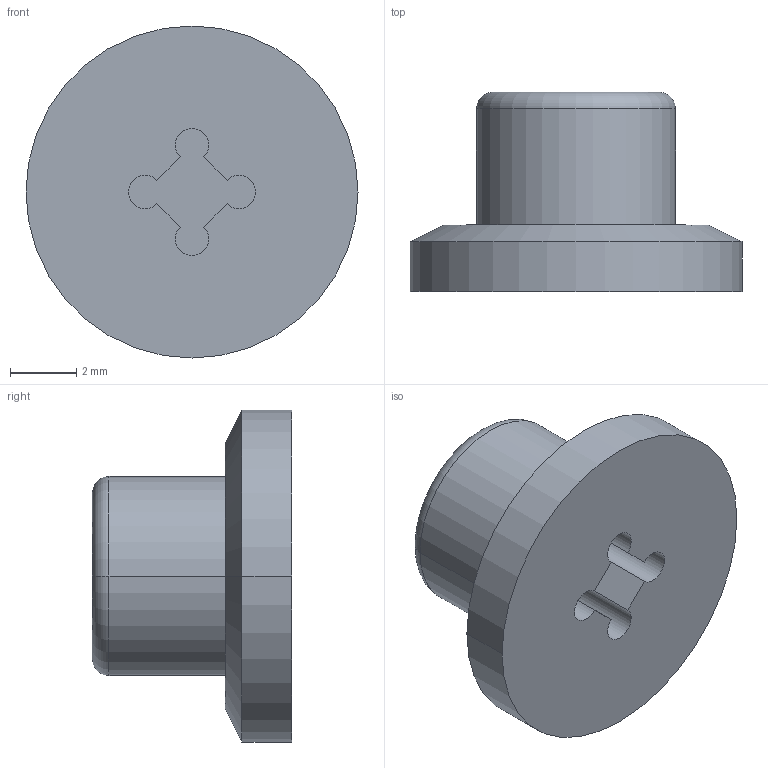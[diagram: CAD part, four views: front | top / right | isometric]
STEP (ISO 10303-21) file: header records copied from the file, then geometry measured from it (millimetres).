
FILE_DESCRIPTION((''),'2;1');
FILE_NAME('1-K-CAP-2','2025-05-23T15:33:41',('seeed'),(''),'CREO PARAMETRIC BY PTC INC, 2021284','CREO PARAMETRIC BY PTC INC, 2021284','');
FILE_SCHEMA(('CONFIG_CONTROL_DESIGN'));
Length unit declared in the file: millimetre
Products named in the file (1): 1-K-CAP-2
Bounding box: 10 x 6 x 10 mm (x, y, z)
Volume: 242 mm3; surface area: 316.7 mm2
Topology: 1 solids, 1 shells, 22 faces, 50 edges, 31 vertices
Faces by surface type: cylinder 8, plane 8, torus 2, sphere 2, cone 2
Entity records: 652 total; most frequent: DIRECTION 118, CARTESIAN_POINT 101, ORIENTED_EDGE 96, AXIS2_PLACEMENT_3D 48, EDGE_CURVE 48, VERTEX_POINT 31, CIRCLE 26, EDGE_LOOP 25
